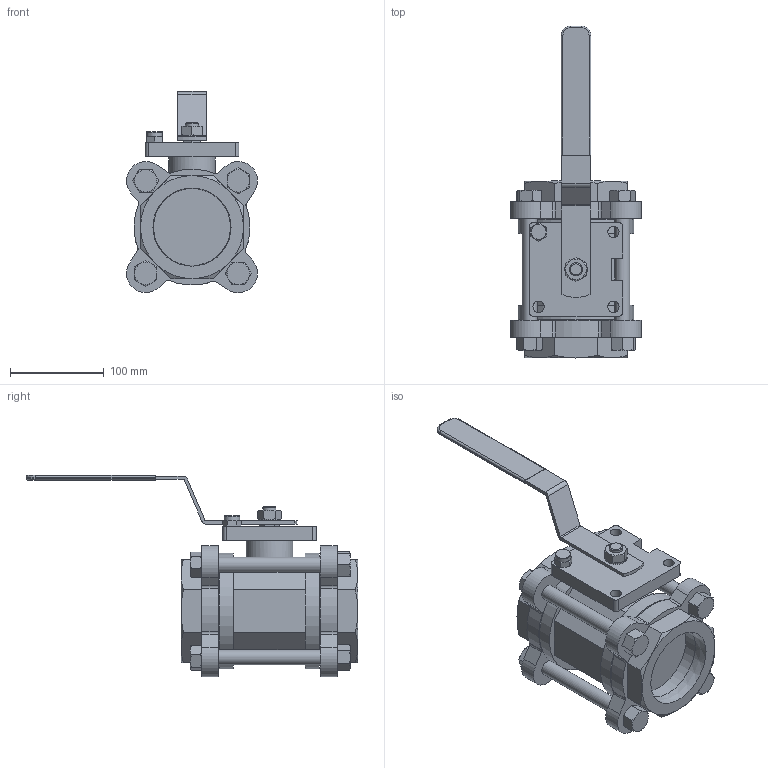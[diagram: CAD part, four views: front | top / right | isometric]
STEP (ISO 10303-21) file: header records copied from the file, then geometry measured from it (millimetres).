
FILE_DESCRIPTION((''),'2;1');
FILE_NAME('bv100-080-screw-00.stp','2013-06-14T13:38:21',('nakaot'),(''),'Autodesk Inventor 2012','Autodesk Inventor 2012','');
FILE_SCHEMA(('AUTOMOTIVE_DESIGN { 1 0 10303 214 1 1 1 1 }'));
Length unit declared in the file: millimetre
Products named in the file (1): bv100-080-screw-00
Bounding box: 139.98 x 354.5 x 215 mm (x, y, z)
Surface area: 223968 mm2 (no closed solid volume)
Topology: 0 solids, 1 shells, 369 faces, 896 edges, 552 vertices
Faces by surface type: plane 172, cone 121, cylinder 71, torus 5
Full cylindrical faces by diameter (mm): 12 x4, 14 x1, 16 x4, 17 x1, 24 x1, 50 x1, 82.55 x2
Entity records: 10421 total; most frequent: CARTESIAN_POINT 2268, ORIENTED_EDGE 1756, DIRECTION 1652, EDGE_CURVE 878, AXIS2_PLACEMENT_3D 640, VERTEX_POINT 548, EDGE_LOOP 436, VECTOR 372
